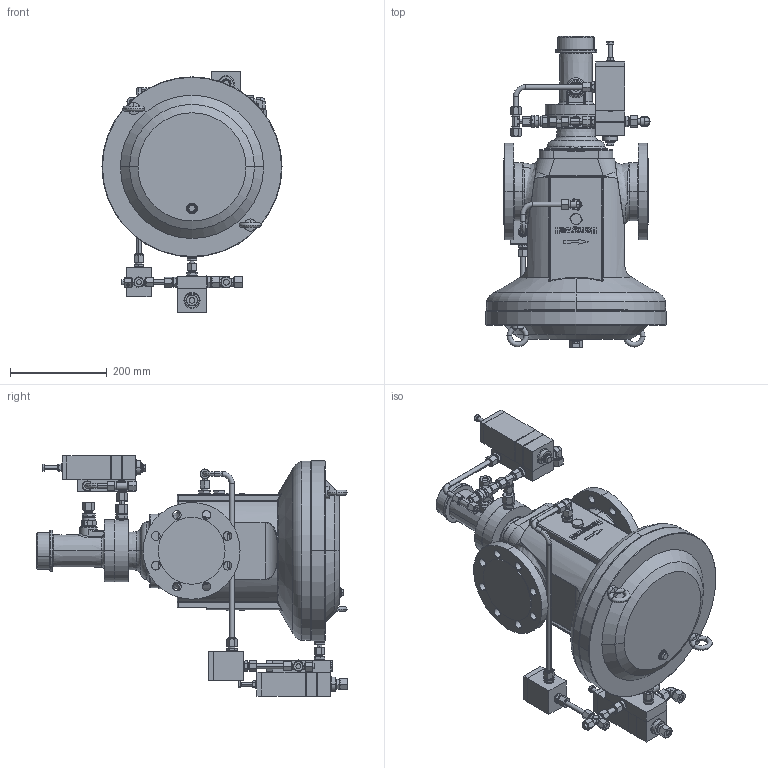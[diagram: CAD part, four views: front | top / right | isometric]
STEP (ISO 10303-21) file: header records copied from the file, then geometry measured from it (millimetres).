
FILE_DESCRIPTION (( 'STEP AP214' ), '1' );
FILE_NAME ('RMG402_DN80_PN16_720_K6_670_F_630-1_So_LR.STEP', '2020-04-06T11:28:07', ( '' ), ( '' ), 'SwSTEP 2.0', 'SolidWorks 2017', '' );
FILE_SCHEMA (( 'AUTOMOTIVE_DESIGN' ));
Length unit declared in the file: millimetre
Products named in the file (1): RMG402_DN80_PN16_720_K6_670_F_630-1_So_LR
Bounding box: 372 x 642.18 x 497.47 mm (x, y, z)
Volume: 25949073.5 mm3; surface area: 974614.5 mm2
Topology: 1 solids, 1 shells, 2304 faces, 5425 edges, 3296 vertices
Faces by surface type: plane 909, cone 659, cylinder 419, bspline 212, torus 89, sphere 16
Entity records: 90580 total; most frequent: CARTESIAN_POINT 37399, ORIENTED_EDGE 10822, DIRECTION 9556, EDGE_CURVE 5411, AXIS2_PLACEMENT_3D 3765, VERTEX_POINT 3296, EDGE_LOOP 2535, ADVANCED_FACE 2304
